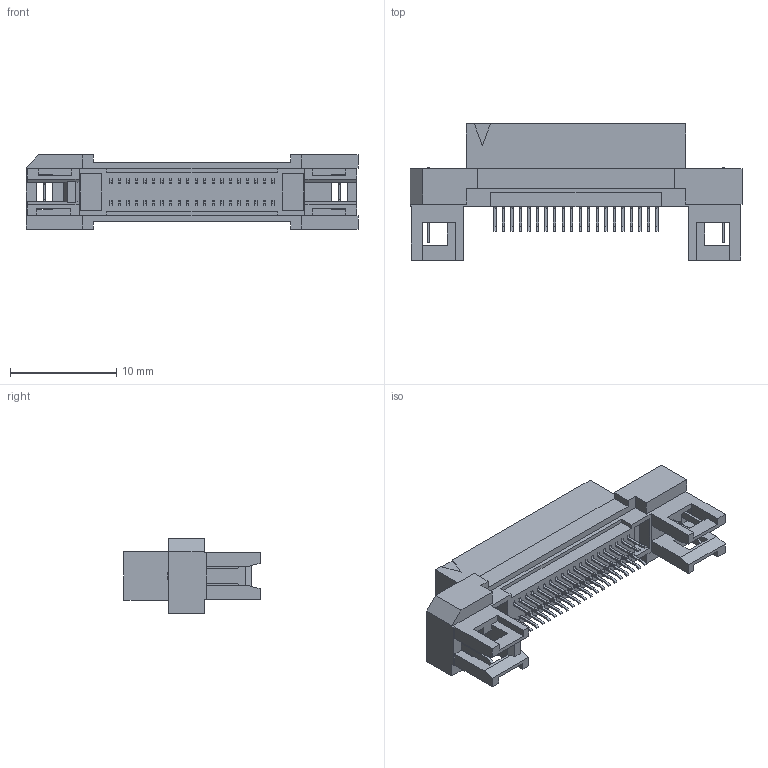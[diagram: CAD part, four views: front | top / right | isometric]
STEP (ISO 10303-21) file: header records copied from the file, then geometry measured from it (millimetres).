
FILE_DESCRIPTION(/* description */ ('STEP AP214'),/* implementation_level */ '2;1');
FILE_NAME(/* name */ 'HSEC8-120-01-S-D-EM2',/* time_stamp */ '2025-06-10T19:04:43+02:00',/* author */ ('License CC BY-ND 4.0'),/* organization */ ('CADENAS'),/* preprocessor_version */ 'ST-DEVELOPER v19.3',/* originating_system */ 'PARTsolutions',/* authorisation */ ' ');
FILE_SCHEMA (('AUTOMOTIVE_DESIGN {1 0 10303 214 3 1 1}'));
Length unit declared in the file: millimetre
Products named in the file (3): HSEC8-120-01-S-D-EM2; HSEC8-20-01-D-EM2_socket; C-189-20
Assembly tree (2 placements, depth 2):
  HSEC8-120-01-S-D-EM2
    HSEC8-20-01-D-EM2_socket
    C-189-20
Bounding box: 31.2 x 12.8 x 7 mm (x, y, z)
Volume: 729.4 mm3; surface area: 2313.2 mm2
Topology: 2 solids, 2 shells, 1296 faces, 3885 edges, 2585 vertices
Faces by surface type: plane 1056, cylinder 240
Entity records: 43317 total; most frequent: ORIENTED_EDGE 7770, CARTESIAN_POINT 7769, DIRECTION 6963, EDGE_CURVE 3885, LINE 3405, VECTOR 3405, VERTEX_POINT 2585, AXIS2_PLACEMENT_3D 1779
